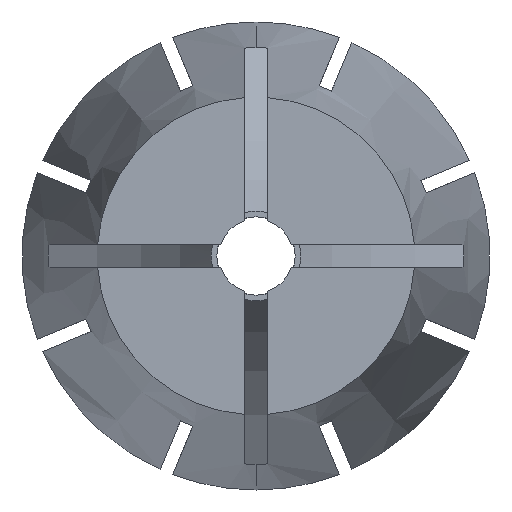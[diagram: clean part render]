
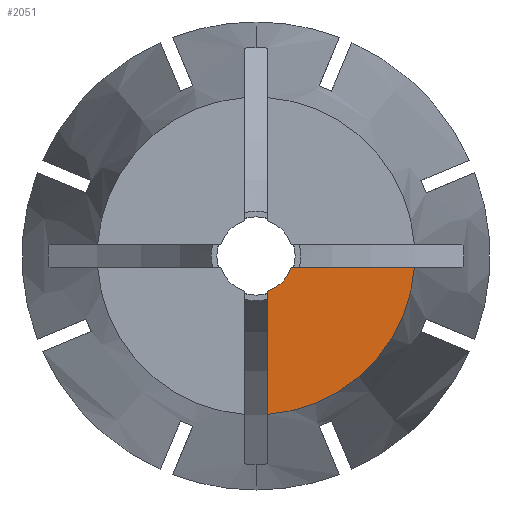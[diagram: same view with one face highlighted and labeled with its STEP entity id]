
A CAD part, left-side view. The second image highlights one B-rep face of the part: STEP entity #2051.
In plain terms, the highlighted planar face has unit normal (-1, 0, 0).
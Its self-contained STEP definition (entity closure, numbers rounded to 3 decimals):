
#74 = DIRECTION ( 'NONE',  ( 0., 0., 1. ) ) ;
#107 = DIRECTION ( 'NONE',  ( -1., 0., 0. ) ) ;
#185 = CARTESIAN_POINT ( 'NONE',  ( -31.5, -7.091, 0. ) ) ;
#261 = LINE ( 'NONE', #2800, #1283 ) ;
#396 = PLANE ( 'NONE',  #1585 ) ;
#545 = LINE ( 'NONE', #2582, #3746 ) ;
#701 = EDGE_CURVE ( 'NONE', #1035, #3504, #909, .T. ) ;
#853 = CARTESIAN_POINT ( 'NONE',  ( -31.5, 0., 0. ) ) ;
#857 = DIRECTION ( 'NONE',  ( 1., 0., 0. ) ) ;
#864 = DIRECTION ( 'NONE',  ( 0., 0., -1. ) ) ;
#901 = EDGE_CURVE ( 'NONE', #1086, #1905, #2174, .T. ) ;
#909 = CIRCLE ( 'NONE', #2328, 7.091 ) ;
#954 = EDGE_CURVE ( 'NONE', #1905, #3504, #261, .T. ) ;
#1035 = VERTEX_POINT ( 'NONE', #4109 ) ;
#1086 = VERTEX_POINT ( 'NONE', #1447 ) ;
#1146 = EDGE_CURVE ( 'NONE', #1086, #1035, #545, .T. ) ;
#1283 = VECTOR ( 'NONE', #3417, 1000. ) ;
#1447 = CARTESIAN_POINT ( 'NONE',  ( -31.5, -1.572, -0.5 ) ) ;
#1585 = AXIS2_PLACEMENT_3D ( 'NONE', #185, #107, #74 ) ;
#1905 = VERTEX_POINT ( 'NONE', #2892 ) ;
#2051 = ADVANCED_FACE ( 'NONE', ( #2460 ), #396, .T. ) ;
#2174 = CIRCLE ( 'NONE', #3449, 1.65 ) ;
#2250 = EDGE_LOOP ( 'NONE', ( #3094, #3257, #2251, #2629 ) ) ;
#2251 = ORIENTED_EDGE ( 'NONE', *, *, #701, .F. ) ;
#2328 = AXIS2_PLACEMENT_3D ( 'NONE', #853, #857, #864 ) ;
#2460 = FACE_OUTER_BOUND ( 'NONE', #2250, .T. ) ;
#2582 = CARTESIAN_POINT ( 'NONE',  ( -31.5, -7.091, -0.5 ) ) ;
#2629 = ORIENTED_EDGE ( 'NONE', *, *, #1146, .F. ) ;
#2778 = DIRECTION ( 'NONE',  ( 0., -1., 0. ) ) ;
#2800 = CARTESIAN_POINT ( 'NONE',  ( -31.5, -0.5, 0. ) ) ;
#2816 = CARTESIAN_POINT ( 'NONE',  ( -31.5, 0., 0. ) ) ;
#2859 = DIRECTION ( 'NONE',  ( 1., 0., 0. ) ) ;
#2873 = DIRECTION ( 'NONE',  ( 0., 0., -1. ) ) ;
#2892 = CARTESIAN_POINT ( 'NONE',  ( -31.5, -0.5, -1.572 ) ) ;
#3094 = ORIENTED_EDGE ( 'NONE', *, *, #901, .T. ) ;
#3257 = ORIENTED_EDGE ( 'NONE', *, *, #954, .T. ) ;
#3417 = DIRECTION ( 'NONE',  ( 0., 0., -1. ) ) ;
#3449 = AXIS2_PLACEMENT_3D ( 'NONE', #2816, #2859, #2873 ) ;
#3504 = VERTEX_POINT ( 'NONE', #3617 ) ;
#3617 = CARTESIAN_POINT ( 'NONE',  ( -31.5, -0.5, -7.073 ) ) ;
#3746 = VECTOR ( 'NONE', #2778, 1000. ) ;
#4109 = CARTESIAN_POINT ( 'NONE',  ( -31.5, -7.073, -0.5 ) ) ;
